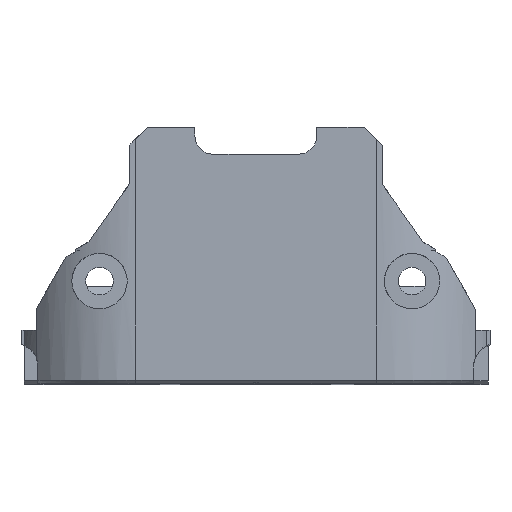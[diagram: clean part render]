
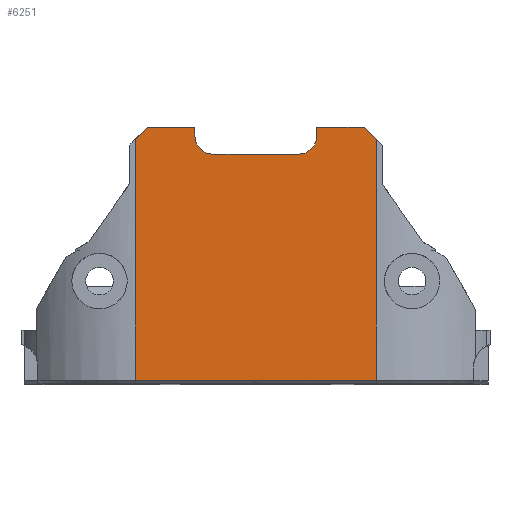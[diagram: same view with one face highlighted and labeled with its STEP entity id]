
A CAD part, top view. The second image highlights one B-rep face of the part: STEP entity #6251.
In plain terms, the highlighted planar face has unit normal (0, 0, 1).
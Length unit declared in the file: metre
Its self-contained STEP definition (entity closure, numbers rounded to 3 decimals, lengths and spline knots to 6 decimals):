
#302=LINE('',#9157,#1034);
#319=LINE('',#9195,#1051);
#451=LINE('',#9527,#1183);
#456=LINE('',#9551,#1188);
#458=LINE('',#9557,#1190);
#460=LINE('',#9563,#1192);
#461=LINE('',#9565,#1193);
#462=LINE('',#9567,#1194);
#463=LINE('',#9569,#1195);
#464=LINE('',#9572,#1196);
#1034=VECTOR('',#7312,1.);
#1051=VECTOR('',#7345,1.);
#1183=VECTOR('',#7529,1.);
#1188=VECTOR('',#7564,1.);
#1190=VECTOR('',#7570,1.);
#1192=VECTOR('',#7578,1.);
#1193=VECTOR('',#7579,1.);
#1194=VECTOR('',#7580,1.);
#1195=VECTOR('',#7581,1.);
#1196=VECTOR('',#7584,1.);
#2068=ORIENTED_EDGE('',*,*,#3781,.F.);
#2069=ORIENTED_EDGE('',*,*,#3769,.F.);
#2070=ORIENTED_EDGE('',*,*,#3787,.F.);
#2071=ORIENTED_EDGE('',*,*,#3788,.T.);
#2072=ORIENTED_EDGE('',*,*,#3789,.F.);
#2073=ORIENTED_EDGE('',*,*,#3790,.F.);
#2074=ORIENTED_EDGE('',*,*,#3618,.F.);
#2075=ORIENTED_EDGE('',*,*,#3791,.F.);
#2076=ORIENTED_EDGE('',*,*,#3792,.F.);
#2077=ORIENTED_EDGE('',*,*,#3785,.F.);
#2078=ORIENTED_EDGE('',*,*,#3599,.F.);
#2079=ORIENTED_EDGE('',*,*,#3784,.F.);
#3599=EDGE_CURVE('',#4486,#4484,#302,.T.);
#3618=EDGE_CURVE('',#4499,#4500,#319,.T.);
#3769=EDGE_CURVE('',#4636,#4637,#451,.T.);
#3781=EDGE_CURVE('',#4637,#4641,#456,.T.);
#3784=EDGE_CURVE('',#4641,#4486,#458,.T.);
#3785=EDGE_CURVE('',#4484,#4643,#4985,.T.);
#3787=EDGE_CURVE('',#4644,#4636,#460,.T.);
#3788=EDGE_CURVE('',#4644,#4645,#461,.T.);
#3789=EDGE_CURVE('',#4646,#4645,#462,.T.);
#3790=EDGE_CURVE('',#4500,#4646,#463,.T.);
#3791=EDGE_CURVE('',#4647,#4499,#4986,.T.);
#3792=EDGE_CURVE('',#4643,#4647,#464,.T.);
#4484=VERTEX_POINT('',#9151);
#4486=VERTEX_POINT('',#9156);
#4499=VERTEX_POINT('',#9194);
#4500=VERTEX_POINT('',#9196);
#4636=VERTEX_POINT('',#9526);
#4637=VERTEX_POINT('',#9528);
#4641=VERTEX_POINT('',#9552);
#4643=VERTEX_POINT('',#9560);
#4644=VERTEX_POINT('',#9564);
#4645=VERTEX_POINT('',#9566);
#4646=VERTEX_POINT('',#9568);
#4647=VERTEX_POINT('',#9571);
#4985=CIRCLE('',#6677,0.002);
#4986=CIRCLE('',#6679,0.002);
#5118=EDGE_LOOP('',(#2068,#2069,#2070,#2071,#2072,#2073,#2074,#2075,#2076,
#2077,#2078,#2079));
#5552=FACE_BOUND('',#5118,.T.);
#5955=PLANE('',#6678);
#6251=ADVANCED_FACE('',(#5552),#5955,.T.);
#6677=AXIS2_PLACEMENT_3D('',#9559,#7573,#7574);
#6678=AXIS2_PLACEMENT_3D('',#9562,#7576,#7577);
#6679=AXIS2_PLACEMENT_3D('',#9570,#7582,#7583);
#7312=DIRECTION('',(0.,-1.,0.));
#7345=DIRECTION('',(0.,1.,0.));
#7529=DIRECTION('',(0.,1.,0.));
#7564=DIRECTION('',(0.707,0.707,0.));
#7570=DIRECTION('',(1.,0.,0.));
#7573=DIRECTION('',(0.,0.,1.));
#7574=DIRECTION('',(0.,-1.,0.));
#7576=DIRECTION('',(0.,0.,1.));
#7577=DIRECTION('',(1.,0.,0.));
#7578=DIRECTION('',(-1.,0.,0.));
#7579=DIRECTION('',(0.,1.,0.));
#7580=DIRECTION('',(0.707,-0.707,0.));
#7581=DIRECTION('',(1.,0.,0.));
#7582=DIRECTION('',(0.,0.,1.));
#7583=DIRECTION('',(0.,-1.,0.));
#7584=DIRECTION('',(1.,0.,0.));
#9151=CARTESIAN_POINT('',(-0.006612,0.014917,0.03193));
#9156=CARTESIAN_POINT('',(-0.006612,0.015923,0.03193));
#9157=CARTESIAN_POINT('',(-0.006612,0.009575,0.03193));
#9194=CARTESIAN_POINT('',(0.007012,0.014917,0.03193));
#9195=CARTESIAN_POINT('',(0.007012,0.009575,0.03193));
#9196=CARTESIAN_POINT('',(0.007012,0.015923,0.03193));
#9526=CARTESIAN_POINT('',(-0.0133,-0.012401,0.03193));
#9527=CARTESIAN_POINT('',(-0.0133,-0.017801,0.03193));
#9528=CARTESIAN_POINT('',(-0.0133,0.014562,0.03193));
#9551=CARTESIAN_POINT('',(-0.012939,0.014923,0.03193));
#9552=CARTESIAN_POINT('',(-0.011939,0.015923,0.03193));
#9557=CARTESIAN_POINT('',(0.0002,0.015923,0.03193));
#9559=CARTESIAN_POINT('',(-0.004612,0.014917,0.03193));
#9560=CARTESIAN_POINT('',(-0.004612,0.012917,0.03193));
#9562=CARTESIAN_POINT('',(-0.0133,-0.017801,0.03193));
#9563=CARTESIAN_POINT('',(-0.011841,-0.012401,0.03193));
#9564=CARTESIAN_POINT('',(0.0137,-0.012401,0.03193));
#9565=CARTESIAN_POINT('',(0.0137,-0.017801,0.03193));
#9566=CARTESIAN_POINT('',(0.0137,0.014562,0.03193));
#9567=CARTESIAN_POINT('',(0.013339,0.014923,0.03193));
#9568=CARTESIAN_POINT('',(0.012339,0.015923,0.03193));
#9569=CARTESIAN_POINT('',(0.0002,0.015923,0.03193));
#9570=CARTESIAN_POINT('',(0.005012,0.014917,0.03193));
#9571=CARTESIAN_POINT('',(0.005012,0.012917,0.03193));
#9572=CARTESIAN_POINT('',(-0.010382,0.012917,0.03193));
